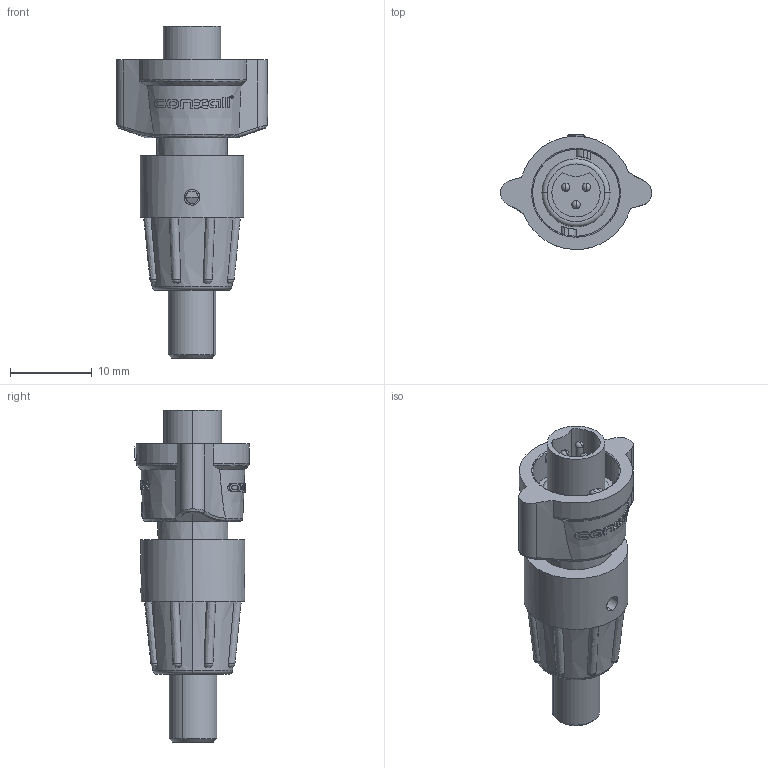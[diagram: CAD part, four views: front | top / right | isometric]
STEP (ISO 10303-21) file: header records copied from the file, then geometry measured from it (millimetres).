
FILE_DESCRIPTION (( 'STEP AP203' ), '1' );
FILE_NAME ('W16280-3PG-P-3XX.STEP', '2020-12-23T20:08:11', ( '' ), ( '' ), 'SwSTEP 2.0', 'SolidWorks 2020', '' );
FILE_SCHEMA (( 'CONFIG_CONTROL_DESIGN' ));
Length unit declared in the file: millimetre
Products named in the file (3): W16280-3PG-P.step; 3XX BACKSHELL.step; W16280-3PG-P-3XX
Assembly tree (2 placements, depth 2):
  W16280-3PG-P-3XX
    3XX BACKSHELL.step
    W16280-3PG-P.step
Bounding box: 18.48 x 14.07 x 40.63 mm (x, y, z)
Volume: 2721.9 mm3; surface area: 3286.5 mm2
Topology: 7 solids, 7 shells, 293 faces, 776 edges, 517 vertices
Faces by surface type: plane 134, cylinder 83, cone 34, bspline 24, torus 10, sphere 8
Entity records: 22170 total; most frequent: CARTESIAN_POINT 15461, ORIENTED_EDGE 1514, DIRECTION 1083, EDGE_CURVE 757, VERTEX_POINT 512, AXIS2_PLACEMENT_3D 432, EDGE_LOOP 333, ADVANCED_FACE 293
